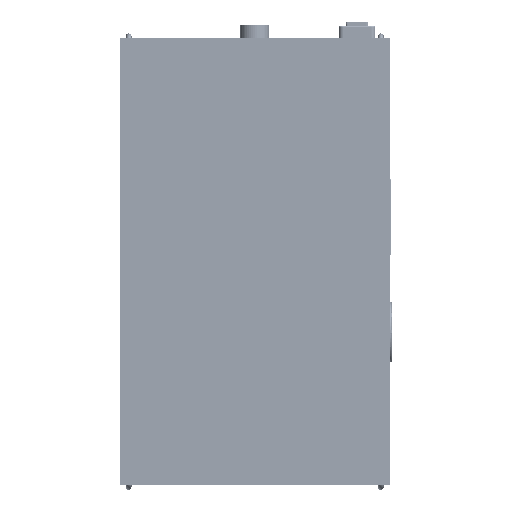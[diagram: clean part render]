
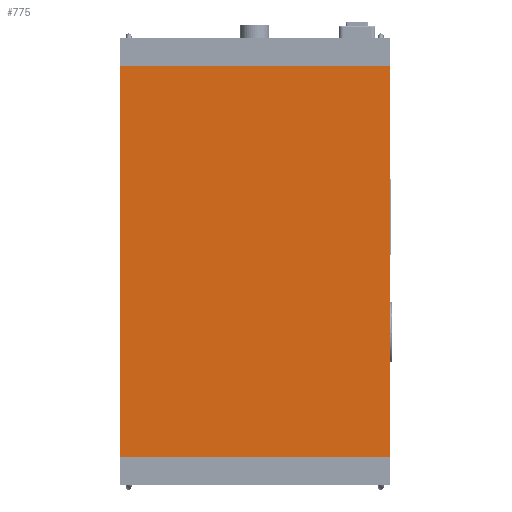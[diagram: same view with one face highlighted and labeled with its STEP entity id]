
A CAD part, front view. The second image highlights one B-rep face of the part: STEP entity #775.
In plain terms, the highlighted free-form (B-spline) face has degree [1, 1] with [2, 2] control points.
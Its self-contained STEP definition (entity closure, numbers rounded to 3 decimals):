
#693 = VERTEX_POINT('',#694);
#694 = CARTESIAN_POINT('',(926.604,20.698,
    -2.76));
#699 = EDGE_CURVE('',#700,#693,#702,.T.);
#700 = VERTEX_POINT('',#701);
#701 = CARTESIAN_POINT('',(1346.079,20.698,
    -2.76));
#702 = B_SPLINE_CURVE_WITH_KNOTS('',1,(#703,#704),.UNSPECIFIED.,.F.,.F.,
  (2,2),(0.,304.),.PIECEWISE_BEZIER_KNOTS.);
#703 = CARTESIAN_POINT('',(1346.079,20.698,
    -2.76));
#704 = CARTESIAN_POINT('',(926.604,20.698,
    -2.76));
#721 = VERTEX_POINT('',#722);
#722 = CARTESIAN_POINT('',(926.604,20.698,
    -692.687));
#727 = EDGE_CURVE('',#693,#721,#728,.T.);
#728 = B_SPLINE_CURVE_WITH_KNOTS('',1,(#729,#730),.UNSPECIFIED.,.F.,.F.,
  (2,2),(0.,500.),.PIECEWISE_BEZIER_KNOTS.);
#729 = CARTESIAN_POINT('',(926.604,20.698,
    -2.76));
#730 = CARTESIAN_POINT('',(926.604,20.698,
    -692.687));
#743 = VERTEX_POINT('',#744);
#744 = CARTESIAN_POINT('',(1346.079,20.698,
    -692.687));
#749 = EDGE_CURVE('',#721,#743,#750,.T.);
#750 = B_SPLINE_CURVE_WITH_KNOTS('',1,(#751,#752),.UNSPECIFIED.,.F.,.F.,
  (2,2),(-304.,0.),.PIECEWISE_BEZIER_KNOTS.);
#751 = CARTESIAN_POINT('',(926.604,20.698,
    -692.687));
#752 = CARTESIAN_POINT('',(1346.079,20.698,
    -692.687));
#765 = EDGE_CURVE('',#743,#700,#766,.T.);
#766 = B_SPLINE_CURVE_WITH_KNOTS('',1,(#767,#768),.UNSPECIFIED.,.F.,.F.,
  (2,2),(-500.,-0.),.PIECEWISE_BEZIER_KNOTS.);
#767 = CARTESIAN_POINT('',(1346.079,20.698,
    -692.687));
#768 = CARTESIAN_POINT('',(1346.079,20.698,
    -2.76));
#775 = ADVANCED_FACE('',(#776),#782,.T.);
#776 = FACE_BOUND('',#777,.T.);
#777 = EDGE_LOOP('',(#778,#779,#780,#781));
#778 = ORIENTED_EDGE('',*,*,#699,.T.);
#779 = ORIENTED_EDGE('',*,*,#727,.T.);
#780 = ORIENTED_EDGE('',*,*,#749,.T.);
#781 = ORIENTED_EDGE('',*,*,#765,.T.);
#782 = B_SPLINE_SURFACE_WITH_KNOTS('',1,1,(
    (#783,#784)
    ,(#785,#786
    )),.UNSPECIFIED.,.F.,.F.,.F.,(2,2),(2,2),(0.,304.),(-200.,300.),
  .PIECEWISE_BEZIER_KNOTS.);
#783 = CARTESIAN_POINT('',(1346.079,20.698,
    -2.76));
#784 = CARTESIAN_POINT('',(1346.079,20.698,
    -692.687));
#785 = CARTESIAN_POINT('',(926.604,20.698,
    -2.76));
#786 = CARTESIAN_POINT('',(926.604,20.698,
    -692.687));
